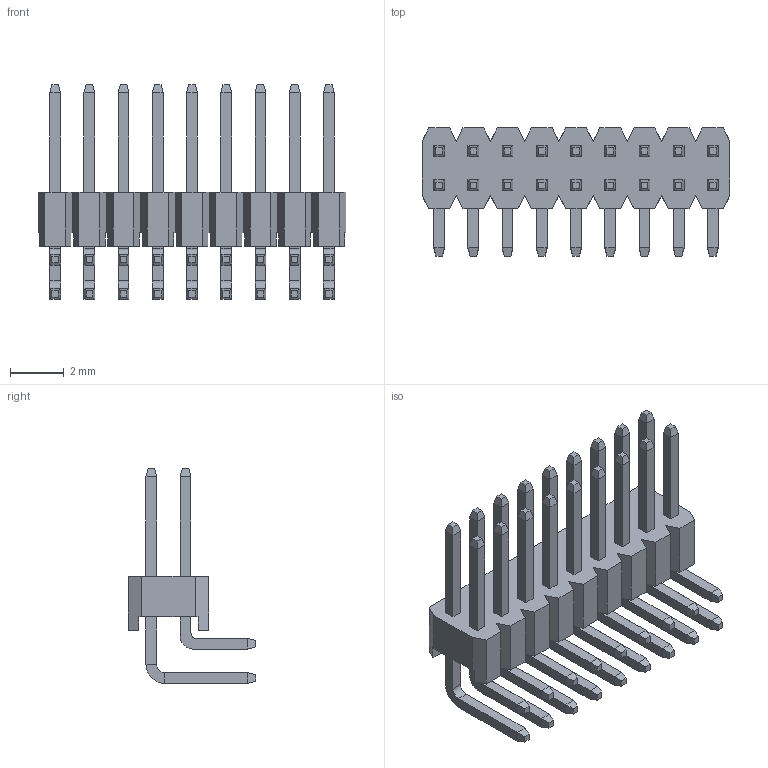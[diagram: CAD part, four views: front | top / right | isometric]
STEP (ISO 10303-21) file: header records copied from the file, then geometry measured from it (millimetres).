
FILE_DESCRIPTION (( 'STEP AP214' ), '1' );
FILE_NAME ('FPH12734-D18B1014110502B-REF.STEP', '2025-04-29T10:39:57', ( '' ), ( '' ), 'SwSTEP 2.0', 'SolidWorks 2021', '' );
FILE_SCHEMA (( 'AUTOMOTIVE_DESIGN' ));
Length unit declared in the file: millimetre
Products named in the file (1): FPH12734-D18B1014110502B-REF
Bounding box: 11.43 x 4.75 x 7.97 mm (x, y, z)
Volume: 76.1 mm3; surface area: 390.8 mm2
Topology: 1 solids, 1 shells, 526 faces, 1248 edges, 760 vertices
Faces by surface type: plane 490, cylinder 36
Entity records: 14650 total; most frequent: CARTESIAN_POINT 2535, ORIENTED_EDGE 2496, DIRECTION 2374, EDGE_CURVE 1248, VECTOR 1176, LINE 1176, VERTEX_POINT 760, AXIS2_PLACEMENT_3D 599
